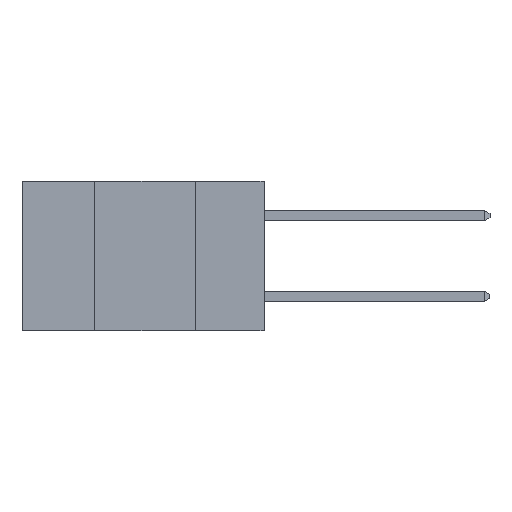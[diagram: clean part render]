
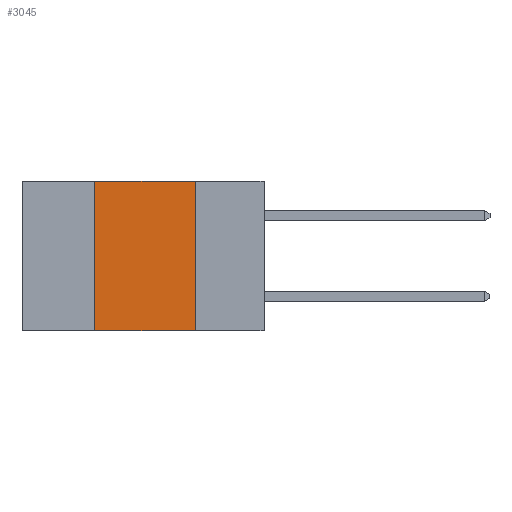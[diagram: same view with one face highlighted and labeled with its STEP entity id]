
A CAD part, left-side view. The second image highlights one B-rep face of the part: STEP entity #3045.
In plain terms, the highlighted planar face has unit normal (-1, 0, 0).
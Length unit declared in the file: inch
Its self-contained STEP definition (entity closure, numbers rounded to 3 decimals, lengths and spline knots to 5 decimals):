
#822 = DIRECTION ( 'NONE',  ( 0., -1., 0. ) ) ;
#824 = LINE ( 'NONE', #5647, #5764 ) ;
#862 = ORIENTED_EDGE ( 'NONE', *, *, #4467, .T. ) ;
#961 = CARTESIAN_POINT ( 'NONE',  ( 0., 0.42, -0.37 ) ) ;
#1235 = CARTESIAN_POINT ( 'NONE',  ( 0., 0.42, 0. ) ) ;
#1262 = EDGE_LOOP ( 'NONE', ( #4974, #3451, #5134, #862 ) ) ;
#1667 = VERTEX_POINT ( 'NONE', #961 ) ;
#1948 = VECTOR ( 'NONE', #9797, 39.37008 ) ;
#2024 = CARTESIAN_POINT ( 'NONE',  ( 0., 0.17, 0. ) ) ;
#2225 = VECTOR ( 'NONE', #6512, 39.37008 ) ;
#2377 = FACE_OUTER_BOUND ( 'NONE', #1262, .T. ) ;
#3045 = ADVANCED_FACE ( 'NONE', ( #2377 ), #3242, .F. ) ;
#3242 = PLANE ( 'NONE',  #5374 ) ;
#3451 = ORIENTED_EDGE ( 'NONE', *, *, #8107, .F. ) ;
#4027 = CARTESIAN_POINT ( 'NONE',  ( 0., 0.6, 0. ) ) ;
#4193 = VERTEX_POINT ( 'NONE', #2024 ) ;
#4467 = EDGE_CURVE ( 'NONE', #1667, #8149, #8773, .T. ) ;
#4620 = CARTESIAN_POINT ( 'NONE',  ( 0., 0.17, -0.37 ) ) ;
#4814 = CARTESIAN_POINT ( 'NONE',  ( 0., 0.6, -0.37 ) ) ;
#4974 = ORIENTED_EDGE ( 'NONE', *, *, #9148, .F. ) ;
#5134 = ORIENTED_EDGE ( 'NONE', *, *, #9446, .F. ) ;
#5374 = AXIS2_PLACEMENT_3D ( 'NONE', #7938, #6461, #9623 ) ;
#5647 = CARTESIAN_POINT ( 'NONE',  ( 0., 0.42, -0.37 ) ) ;
#5764 = VECTOR ( 'NONE', #8810, 39.37008 ) ;
#6115 = VERTEX_POINT ( 'NONE', #1235 ) ;
#6461 = DIRECTION ( 'NONE',  ( 1., 0., 0. ) ) ;
#6512 = DIRECTION ( 'NONE',  ( 0., -1., 0. ) ) ;
#7253 = VECTOR ( 'NONE', #822, 39.37008 ) ;
#7938 = CARTESIAN_POINT ( 'NONE',  ( 0., 0.6, 0. ) ) ;
#8107 = EDGE_CURVE ( 'NONE', #6115, #4193, #9479, .T. ) ;
#8149 = VERTEX_POINT ( 'NONE', #4620 ) ;
#8220 = CARTESIAN_POINT ( 'NONE',  ( 0., 0.17, -0.37 ) ) ;
#8279 = LINE ( 'NONE', #8220, #1948 ) ;
#8773 = LINE ( 'NONE', #4814, #2225 ) ;
#8810 = DIRECTION ( 'NONE',  ( 0., 0., 1. ) ) ;
#9148 = EDGE_CURVE ( 'NONE', #4193, #8149, #8279, .T. ) ;
#9446 = EDGE_CURVE ( 'NONE', #1667, #6115, #824, .T. ) ;
#9479 = LINE ( 'NONE', #4027, #7253 ) ;
#9623 = DIRECTION ( 'NONE',  ( 0., 0., -1. ) ) ;
#9797 = DIRECTION ( 'NONE',  ( 0., 0., -1. ) ) ;
